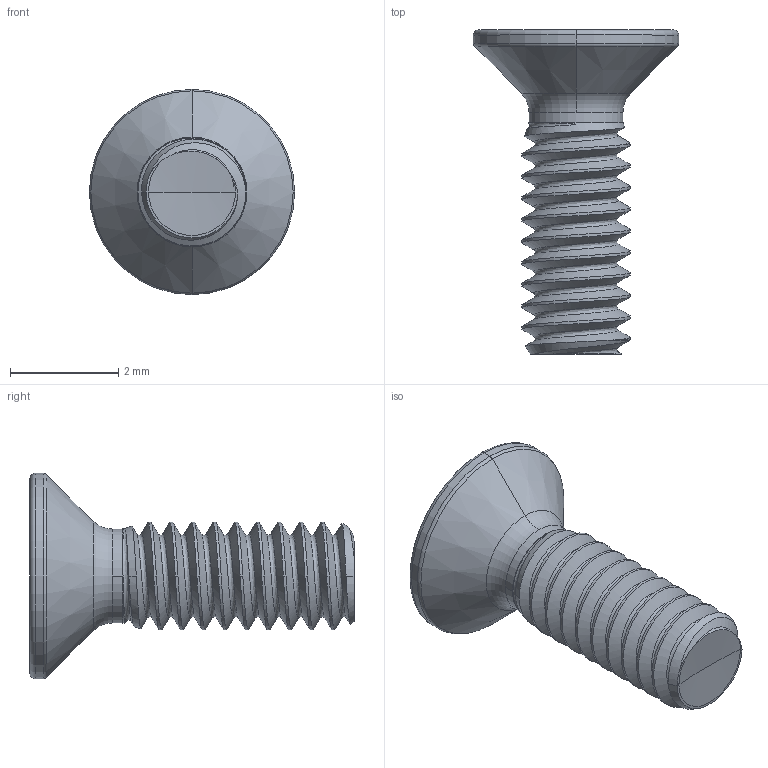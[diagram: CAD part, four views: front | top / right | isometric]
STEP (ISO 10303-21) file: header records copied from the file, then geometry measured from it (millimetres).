
FILE_DESCRIPTION (( 'STEP AP203' ), '1' );
FILE_NAME ('STM410200060.STEP', '2020-12-18T16:45:42', ( '' ), ( '' ), 'SwSTEP 2.0', 'SolidWorks 2015', '' );
FILE_SCHEMA (( 'CONFIG_CONTROL_DESIGN' ));
Length unit declared in the file: millimetre
Products named in the file (2): STM410200060
Bounding box: 3.8 x 6 x 3.8 mm (x, y, z)
Volume: 19.5 mm3; surface area: 73.8 mm2
Topology: 1 solids, 1 shells, 89 faces, 229 edges, 141 vertices
Faces by surface type: cylinder 43, bspline 18, torus 12, cone 12, sphere 2, plane 2
Entity records: 12245 total; most frequent: CARTESIAN_POINT 10239, ORIENTED_EDGE 454, DIRECTION 315, EDGE_CURVE 227, VERTEX_POINT 141, AXIS2_PLACEMENT_3D 131, EDGE_LOOP 90, FACE_OUTER_BOUND 89
